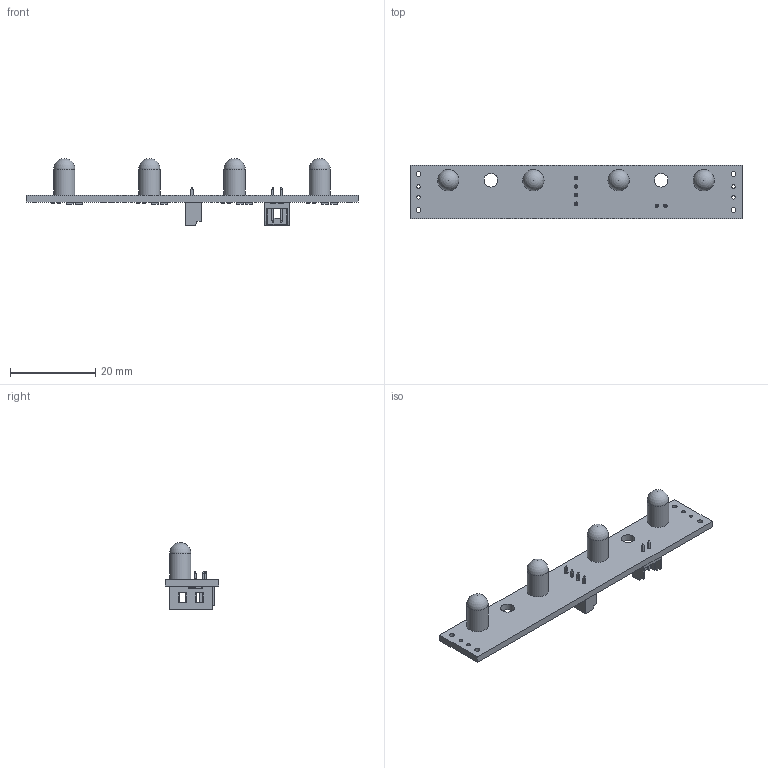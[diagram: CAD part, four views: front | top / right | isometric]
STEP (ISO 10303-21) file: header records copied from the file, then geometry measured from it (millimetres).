
FILE_DESCRIPTION(('Open CASCADE Model'),'2;1');
FILE_NAME('Open CASCADE Shape Model','2021-09-27T12:09:58',('Author'),( 'Open CASCADE'),'Open CASCADE STEP processor 6.8','Open CASCADE 6.8' ,'Unknown');
FILE_SCHEMA(('AUTOMOTIVE_DESIGN { 1 0 10303 214 1 1 1 1 }'));
Length unit declared in the file: millimetre
Products named in the file (37): PCB; Board; Open CASCADE STEP translator 6.8 1.1.1; R16; RESC0603_v2; R15; R14; R13; R12; R11; R10; R9; R8; RESC1206_v1; R7; R6; R5; R4; R3; R2; R1; LD4; 6992972672; Cylinder; 6992972192; Sphere; LD3; LD2; LD1; J2; 532530470; Open CASCADE STEP translator 6.8 1.22.1.1; Open CASCADE STEP translator 6.8 1.22.1.2; J1; 532530270; Open CASCADE STEP translator 6.8 1.23.1.1; Open CASCADE STEP translator 6.8 1.23.1.2
Assembly tree (56 placements, depth 4):
  PCB
    Board
      Open CASCADE STEP translator 6.8 1.1.1
    R16
      RESC0603_v2
    R15
      RESC0603_v2
    R14
      RESC0603_v2
    R13
      RESC0603_v2
    R12
      RESC0603_v2
    R11
      RESC0603_v2
    R10
      RESC0603_v2
    R9
      RESC0603_v2
    R8
      RESC1206_v1
    R7
      RESC1206_v1
    R6
      RESC1206_v1
    R5
      RESC1206_v1
    R4
      RESC1206_v1
    R3
      RESC1206_v1
    R2
      RESC1206_v1
    R1
      RESC1206_v1
    LD4
      6992972672
        Cylinder
      6992972192
        Sphere
    LD3
      6992972672
        Cylinder
      6992972192
        Sphere
    LD2
      6992972672
        Cylinder
      6992972192
        Sphere
    LD1
      6992972672
        Cylinder
      6992972192
        Sphere
    J2
      532530470
        Open CASCADE STEP translator 6.8 1.22.1.1
        Open CASCADE STEP translator 6.8 1.22.1.2
    J1
Bounding box: 78 x 12.5 x 15.71 mm (x, y, z)
Volume: 2427 mm3; surface area: 4013.2 mm2
Topology: 75 solids, 75 shells, 1425 faces, 3194 edges, 1932 vertices
Faces by surface type: plane 817, cylinder 420, sphere 188
Full cylindrical faces by diameter (mm): 0.8 x10, 0.9 x8, 1.152 x4, 3.2 x2, 5 x4
Entity records: 14847 total; most frequent: CARTESIAN_POINT 2474, DIRECTION 2436, ORIENTED_EDGE 2346, EDGE_CURVE 1173, LINE 998, VECTOR 998, VERTEX_POINT 733, AXIS2_PLACEMENT_3D 719
